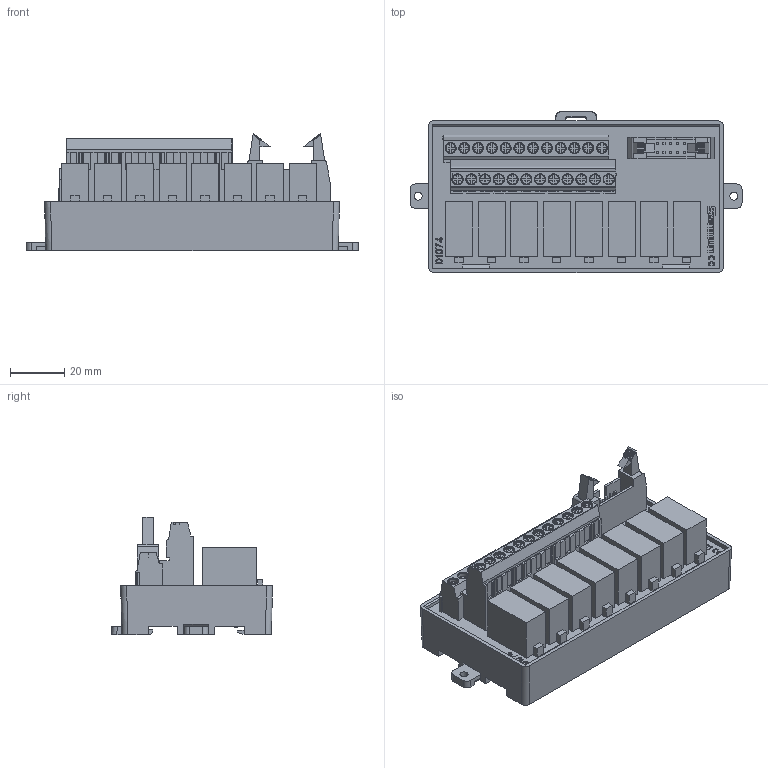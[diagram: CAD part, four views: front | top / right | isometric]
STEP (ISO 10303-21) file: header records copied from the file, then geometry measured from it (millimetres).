
FILE_DESCRIPTION(/* description */ (''),/* implementation_level */ '2;1');
FILE_NAME(/* name */ 'D1074-E.stp',/* time_stamp */ '2024-08-16T08:40:43+08:00',/* author */ (''),/* organization */ (''),/* preprocessor_version */ 'ST-DEVELOPER v14',/* originating_system */ 'SIEMENS PLM Software NX 8.0',/* authorisation */ '');
FILE_SCHEMA (('AUTOMOTIVE_DESIGN { 1 0 10303 214 3 1 1 1 }'));
Length unit declared in the file: millimetre
Products named in the file (1): Admi12A04B78abcq
Bounding box: 122.6 x 59.51 x 43.25 mm (x, y, z)
Volume: 140022.4 mm3; surface area: 36804.2 mm2
Topology: 3 solids, 3 shells, 1384 faces, 3656 edges, 2406 vertices
Faces by surface type: plane 1106, cylinder 125, torus 81, cone 62, extrusion 8, bspline 2
Full cylindrical faces by diameter (mm): 3 x2, 4.1 x16, 4.13 x14
Entity records: 44813 total; most frequent: CARTESIAN_POINT 9926, ORIENTED_EDGE 7172, DIRECTION 6404, EDGE_CURVE 3586, VECTOR 2868, LINE 2860, VERTEX_POINT 2385, AXIS2_PLACEMENT_3D 1768
